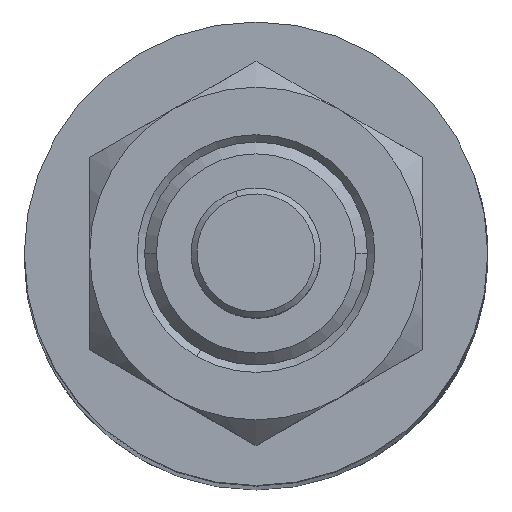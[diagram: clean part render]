
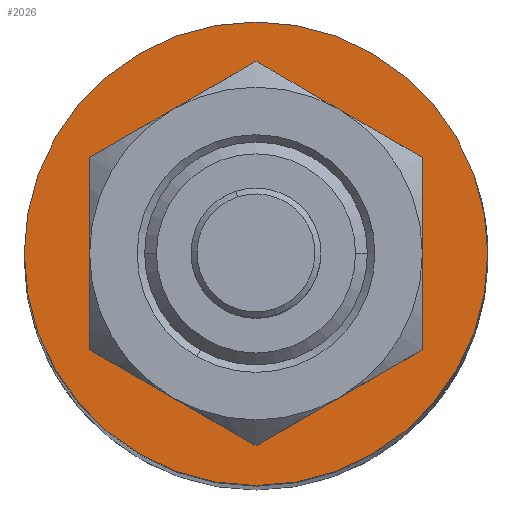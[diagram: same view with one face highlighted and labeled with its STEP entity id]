
A CAD part, top view. The second image highlights one B-rep face of the part: STEP entity #2026.
In plain terms, the highlighted planar face has unit normal (0, 0, 1).
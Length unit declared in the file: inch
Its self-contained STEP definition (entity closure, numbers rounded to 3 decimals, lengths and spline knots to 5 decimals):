
#18 = CIRCLE ( 'NONE', #2346, 0.78 ) ;
#21 = FACE_BOUND ( 'NONE', #3214, .T. ) ;
#139 = CARTESIAN_POINT ( 'NONE',  ( 0., 0.373, -0.88 ) ) ;
#250 = DIRECTION ( 'NONE',  ( -1., 0., 0. ) ) ;
#289 = CARTESIAN_POINT ( 'NONE',  ( 0.78, 0., -0.88 ) ) ;
#329 = AXIS2_PLACEMENT_3D ( 'NONE', #2617, #1082, #2870 ) ;
#467 = CARTESIAN_POINT ( 'NONE',  ( 0., -0.373, -0.88 ) ) ;
#539 = VERTEX_POINT ( 'NONE', #467 ) ;
#556 = ORIENTED_EDGE ( 'NONE', *, *, #2106, .T. ) ;
#744 = CIRCLE ( 'NONE', #2386, 0.373 ) ;
#850 = CARTESIAN_POINT ( 'NONE',  ( 0., 0., -0.88 ) ) ;
#1015 = DIRECTION ( 'NONE',  ( 0., 0., 1. ) ) ;
#1082 = DIRECTION ( 'NONE',  ( 0., 0., 1. ) ) ;
#1111 = DIRECTION ( 'NONE',  ( 0., -1., 0. ) ) ;
#1257 = VERTEX_POINT ( 'NONE', #139 ) ;
#1385 = CIRCLE ( 'NONE', #2177, 0.373 ) ;
#1393 = EDGE_LOOP ( 'NONE', ( #556, #2369 ) ) ;
#1529 = CARTESIAN_POINT ( 'NONE',  ( 0., 0., -0.88 ) ) ;
#1785 = AXIS2_PLACEMENT_3D ( 'NONE', #2469, #1803, #250 ) ;
#1789 = DIRECTION ( 'NONE',  ( 1., 0., 0. ) ) ;
#1803 = DIRECTION ( 'NONE',  ( 0., 0., -1. ) ) ;
#1894 = ORIENTED_EDGE ( 'NONE', *, *, #2484, .F. ) ;
#2026 = ADVANCED_FACE ( 'NONE', ( #2672, #21 ), #3264, .F. ) ;
#2042 = VERTEX_POINT ( 'NONE', #2072 ) ;
#2072 = CARTESIAN_POINT ( 'NONE',  ( -0.78, 0., -0.88 ) ) ;
#2106 = EDGE_CURVE ( 'NONE', #2861, #2042, #2360, .T. ) ;
#2177 = AXIS2_PLACEMENT_3D ( 'NONE', #2552, #1015, #2809 ) ;
#2346 = AXIS2_PLACEMENT_3D ( 'NONE', #1529, #3341, #1789 ) ;
#2360 = CIRCLE ( 'NONE', #329, 0.78 ) ;
#2369 = ORIENTED_EDGE ( 'NONE', *, *, #2492, .T. ) ;
#2386 = AXIS2_PLACEMENT_3D ( 'NONE', #850, #2649, #1111 ) ;
#2469 = CARTESIAN_POINT ( 'NONE',  ( 0., 0.78, -0.88 ) ) ;
#2484 = EDGE_CURVE ( 'NONE', #539, #1257, #1385, .T. ) ;
#2492 = EDGE_CURVE ( 'NONE', #2042, #2861, #18, .T. ) ;
#2552 = CARTESIAN_POINT ( 'NONE',  ( 0., 0., -0.88 ) ) ;
#2617 = CARTESIAN_POINT ( 'NONE',  ( 0., 0., -0.88 ) ) ;
#2649 = DIRECTION ( 'NONE',  ( 0., 0., 1. ) ) ;
#2672 = FACE_OUTER_BOUND ( 'NONE', #1393, .T. ) ;
#2807 = ORIENTED_EDGE ( 'NONE', *, *, #2995, .F. ) ;
#2809 = DIRECTION ( 'NONE',  ( 0., -1., 0. ) ) ;
#2861 = VERTEX_POINT ( 'NONE', #289 ) ;
#2870 = DIRECTION ( 'NONE',  ( 1., 0., 0. ) ) ;
#2995 = EDGE_CURVE ( 'NONE', #1257, #539, #744, .T. ) ;
#3214 = EDGE_LOOP ( 'NONE', ( #1894, #2807 ) ) ;
#3264 = PLANE ( 'NONE',  #1785 ) ;
#3341 = DIRECTION ( 'NONE',  ( 0., 0., 1. ) ) ;
